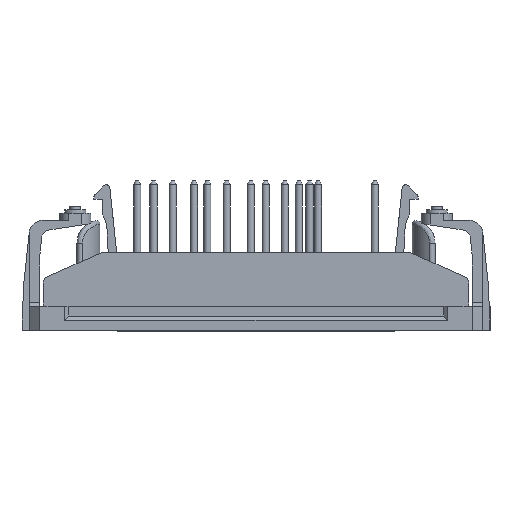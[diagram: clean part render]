
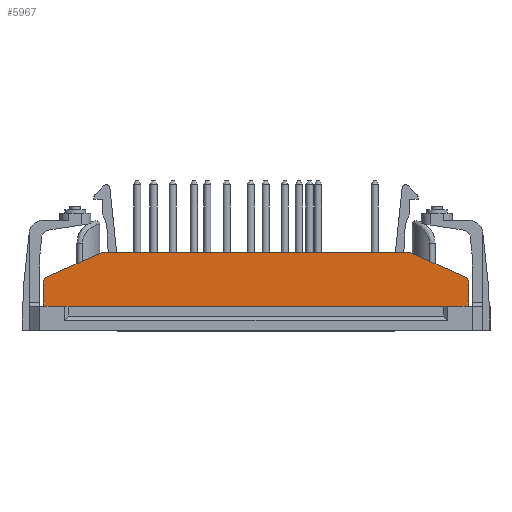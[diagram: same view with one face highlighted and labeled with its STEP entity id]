
A CAD part, front view. The second image highlights one B-rep face of the part: STEP entity #5967.
In plain terms, the highlighted planar face has unit normal (0, -1, 0).
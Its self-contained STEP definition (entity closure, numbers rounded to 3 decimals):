
#259=CIRCLE('',#6241,1.);
#289=CIRCLE('',#6328,1.);
#558=LINE('',#9679,#1126);
#798=LINE('',#10342,#1366);
#864=LINE('',#10483,#1432);
#866=LINE('',#10487,#1434);
#907=LINE('',#11073,#1475);
#916=LINE('',#11137,#1484);
#1126=VECTOR('',#6972,1000.);
#1366=VECTOR('',#7538,1000.);
#1432=VECTOR('',#7674,1000.);
#1434=VECTOR('',#7678,1000.);
#1475=VECTOR('',#8023,1000.);
#1484=VECTOR('',#8068,1000.);
#2978=ORIENTED_EDGE('',*,*,#3807,.T.);
#2979=ORIENTED_EDGE('',*,*,#3824,.F.);
#2980=ORIENTED_EDGE('',*,*,#3937,.T.);
#2981=ORIENTED_EDGE('',*,*,#3920,.T.);
#2982=ORIENTED_EDGE('',*,*,#3414,.T.);
#2983=ORIENTED_EDGE('',*,*,#3662,.F.);
#2984=ORIENTED_EDGE('',*,*,#3805,.T.);
#2985=ORIENTED_EDGE('',*,*,#3728,.F.);
#3414=EDGE_CURVE('',#4218,#4217,#558,.T.);
#3662=EDGE_CURVE('',#4402,#4217,#259,.T.);
#3728=EDGE_CURVE('',#4437,#4438,#798,.T.);
#3805=EDGE_CURVE('',#4402,#4438,#864,.T.);
#3807=EDGE_CURVE('',#4437,#4478,#866,.T.);
#3824=EDGE_CURVE('',#4485,#4478,#289,.T.);
#3920=EDGE_CURVE('',#4563,#4218,#907,.T.);
#3937=EDGE_CURVE('',#4485,#4563,#916,.T.);
#4217=VERTEX_POINT('',#9678);
#4218=VERTEX_POINT('',#9680);
#4402=VERTEX_POINT('',#10215);
#4437=VERTEX_POINT('',#10341);
#4438=VERTEX_POINT('',#10343);
#4478=VERTEX_POINT('',#10486);
#4485=VERTEX_POINT('',#10555);
#4563=VERTEX_POINT('',#11074);
#4981=EDGE_LOOP('',(#2978,#2979,#2980,#2981,#2982,#2983,#2984,#2985));
#5415=FACE_BOUND('',#4981,.T.);
#5642=PLANE('',#6554);
#5967=ADVANCED_FACE('',(#5415),#5642,.F.);
#6241=AXIS2_PLACEMENT_3D('',#10216,#7405,#7406);
#6328=AXIS2_PLACEMENT_3D('',#10556,#7709,#7710);
#6554=AXIS2_PLACEMENT_3D('',#11281,#8235,#8236);
#6972=DIRECTION('',(-0.914,0.,-0.406));
#7405=DIRECTION('',(0.,1.,0.));
#7406=DIRECTION('',(0.,0.,1.));
#7538=DIRECTION('',(-1.,0.,0.));
#7674=DIRECTION('',(0.,0.,-1.));
#7678=DIRECTION('',(0.,0.,1.));
#7709=DIRECTION('',(0.,1.,0.));
#7710=DIRECTION('',(0.,0.,1.));
#8023=DIRECTION('',(-1.,0.,0.));
#8068=DIRECTION('',(-0.914,0.,0.406));
#8235=DIRECTION('',(0.,1.,0.));
#8236=DIRECTION('',(1.,0.,0.));
#9678=CARTESIAN_POINT('',(-29.406,-14.5,7.553));
#9679=CARTESIAN_POINT('',(-32.,-14.5,6.4));
#9680=CARTESIAN_POINT('',(-21.65,-14.5,11.));
#10215=CARTESIAN_POINT('',(-30.,-14.5,6.639));
#10216=CARTESIAN_POINT('',(-29.,-14.5,6.639));
#10341=CARTESIAN_POINT('',(30.,-14.5,3.4));
#10342=CARTESIAN_POINT('',(-32.,-14.5,3.4));
#10343=CARTESIAN_POINT('',(-30.,-14.5,3.4));
#10483=CARTESIAN_POINT('',(-30.,-14.5,7.289));
#10486=CARTESIAN_POINT('',(30.,-14.5,6.639));
#10487=CARTESIAN_POINT('',(30.,-14.5,3.4));
#10555=CARTESIAN_POINT('',(29.406,-14.5,7.553));
#10556=CARTESIAN_POINT('',(29.,-14.5,6.639));
#11073=CARTESIAN_POINT('',(-20.75,-14.5,11.));
#11074=CARTESIAN_POINT('',(21.65,-14.5,11.));
#11137=CARTESIAN_POINT('',(21.65,-14.5,11.));
#11281=CARTESIAN_POINT('',(-20.75,-14.5,11.));
